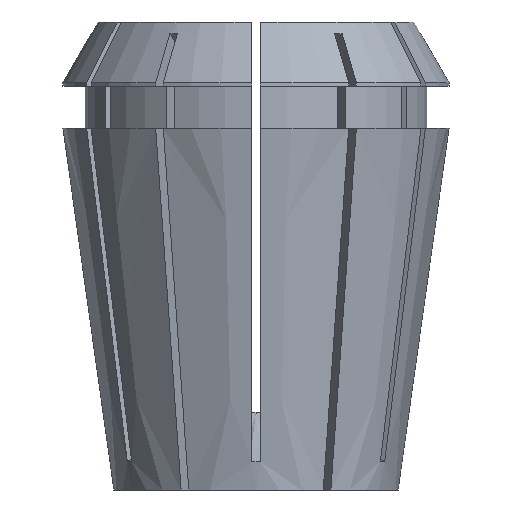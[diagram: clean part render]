
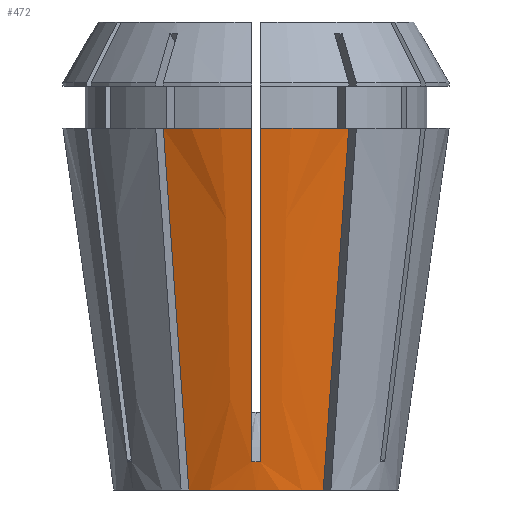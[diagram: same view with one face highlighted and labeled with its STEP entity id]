
A CAD part, left-side view. The second image highlights one B-rep face of the part: STEP entity #472.
In plain terms, the highlighted conical face has half-angle 8 degrees and reference radius 12.158 mm.
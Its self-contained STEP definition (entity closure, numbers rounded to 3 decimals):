
#29 = CARTESIAN_POINT ( 'NONE',  ( -16.496, 0.375, 30.9 ) ) ;
#64 = CARTESIAN_POINT ( 'NONE',  ( -12.49, -0.375, 2.404 ) ) ;
#97 = CARTESIAN_POINT ( 'NONE',  ( -13.718, 0.375, 11.137 ) ) ;
#113 = EDGE_CURVE ( 'NONE', #3723, #1150, #4554, .T. ) ;
#222 = DIRECTION ( 'NONE',  ( 0., 0., -1. ) ) ;
#360 = EDGE_CURVE ( 'NONE', #3636, #1150, #2633, .T. ) ;
#395 = CIRCLE ( 'NONE', #3333, 16.5 ) ;
#465 = CARTESIAN_POINT ( 'NONE',  ( -12.972, 7.057, 18.571 ) ) ;
#472 = ADVANCED_FACE ( 'NONE', ( #3369 ), #1881, .T. ) ;
#474 = ORIENTED_EDGE ( 'NONE', *, *, #690, .T. ) ;
#491 = CARTESIAN_POINT ( 'NONE',  ( -14.474, -7.923, 30.9 ) ) ;
#509 = CARTESIAN_POINT ( 'NONE',  ( -11.18, -6.022, 3.852 ) ) ;
#592 = CIRCLE ( 'NONE', #1796, 16.5 ) ;
#605 = EDGE_LOOP ( 'NONE', ( #4501, #1696, #2578, #3388, #1810, #474, #4523, #3771 ) ) ;
#690 = EDGE_CURVE ( 'NONE', #2593, #3470, #4378, .T. ) ;
#704 = CARTESIAN_POINT ( 'NONE',  ( 0., 0., 30.9 ) ) ;
#717 = EDGE_CURVE ( 'NONE', #4590, #3723, #2039, .T. ) ;
#817 = CARTESIAN_POINT ( 'NONE',  ( -12.554, 0.375, 2.863 ) ) ;
#849 = CARTESIAN_POINT ( 'NONE',  ( -14.07, -7.69, 27.587 ) ) ;
#865 = CARTESIAN_POINT ( 'NONE',  ( -11.024, -5.932, 2.568 ) ) ;
#880 = CARTESIAN_POINT ( 'NONE',  ( -12.972, -7.057, 18.571 ) ) ;
#971 = CARTESIAN_POINT ( 'NONE',  ( -12.497, -0.125, 2.399 ) ) ;
#992 = EDGE_CURVE ( 'NONE', #2608, #3470, #2831, .T. ) ;
#1150 = VERTEX_POINT ( 'NONE', #3229 ) ;
#1189 = CARTESIAN_POINT ( 'NONE',  ( -16.496, -0.375, 30.9 ) ) ;
#1191 = CARTESIAN_POINT ( 'NONE',  ( -12.619, 0.375, 3.323 ) ) ;
#1229 = CARTESIAN_POINT ( 'NONE',  ( -16.022, 0.375, 27.53 ) ) ;
#1262 = CARTESIAN_POINT ( 'NONE',  ( 0., 0., 30.9 ) ) ;
#1340 = DIRECTION ( 'NONE',  ( -1., 0., 0. ) ) ;
#1354 = CARTESIAN_POINT ( 'NONE',  ( 0., 0., 0. ) ) ;
#1580 = CARTESIAN_POINT ( 'NONE',  ( -15.785, -0.375, 25.844 ) ) ;
#1581 = CARTESIAN_POINT ( 'NONE',  ( -16.259, 0.375, 29.215 ) ) ;
#1599 = DIRECTION ( 'NONE',  ( 0., 0., -1. ) ) ;
#1623 = CARTESIAN_POINT ( 'NONE',  ( -14.07, 7.69, 27.587 ) ) ;
#1696 = ORIENTED_EDGE ( 'NONE', *, *, #360, .T. ) ;
#1716 = CARTESIAN_POINT ( 'NONE',  ( 0., 0., 0. ) ) ;
#1796 = AXIS2_PLACEMENT_3D ( 'NONE', #704, #3734, #3345 ) ;
#1810 = ORIENTED_EDGE ( 'NONE', *, *, #2619, .T. ) ;
#1881 = CONICAL_SURFACE ( 'NONE', #3069, 12.158, 0.14 ) ;
#1918 = CARTESIAN_POINT ( 'NONE',  ( -12.554, -0.375, 2.863 ) ) ;
#2039 = B_SPLINE_CURVE_WITH_KNOTS ( 'NONE', 3,
 ( #491, #3562, #849, #2763, #880, #3529, #509, #865, #3944, #3547 ),
 .UNSPECIFIED., .F., .F.,
 ( 4, 3, 3, 4 ),
 ( 0.064, 0.069, 0.091, 0.095 ),
 .UNSPECIFIED. ) ;
#2112 = DIRECTION ( 'NONE',  ( 1., 0., 0. ) ) ;
#2285 = CARTESIAN_POINT ( 'NONE',  ( -12.684, -0.375, 3.783 ) ) ;
#2314 = CARTESIAN_POINT ( 'NONE',  ( -15.785, 0.375, 25.844 ) ) ;
#2403 = DIRECTION ( 'NONE',  ( 0., 0., 1. ) ) ;
#2467 = CARTESIAN_POINT ( 'NONE',  ( -12.497, 0.125, 2.399 ) ) ;
#2479 = CARTESIAN_POINT ( 'NONE',  ( -10.711, -5.751, 0. ) ) ;
#2514 = B_SPLINE_CURVE_WITH_KNOTS ( 'NONE', 3,
 ( #29, #1581, #1229, #2314, #4285, #97, #2708, #1191, #817, #2746 ),
 .UNSPECIFIED., .F., .F.,
 ( 4, 3, 3, 4 ),
 ( 0.065, 0.07, 0.092, 0.094 ),
 .UNSPECIFIED. ) ;
#2578 = ORIENTED_EDGE ( 'NONE', *, *, #113, .F. ) ;
#2593 = VERTEX_POINT ( 'NONE', #3855 ) ;
#2608 = VERTEX_POINT ( 'NONE', #4854 ) ;
#2619 = EDGE_CURVE ( 'NONE', #4590, #2593, #592, .T. ) ;
#2633 = B_SPLINE_CURVE_WITH_KNOTS ( 'NONE', 3,
 ( #3148, #4262, #1623, #4239, #465, #4631, #3509, #3685, #4602, #4029 ),
 .UNSPECIFIED., .F., .F.,
 ( 4, 3, 3, 4 ),
 ( 0.064, 0.069, 0.091, 0.095 ),
 .UNSPECIFIED. ) ;
#2708 = CARTESIAN_POINT ( 'NONE',  ( -12.684, 0.375, 3.783 ) ) ;
#2746 = CARTESIAN_POINT ( 'NONE',  ( -12.49, 0.375, 2.404 ) ) ;
#2763 = CARTESIAN_POINT ( 'NONE',  ( -13.868, -7.574, 25.93 ) ) ;
#2831 = B_SPLINE_CURVE_WITH_KNOTS ( 'NONE', 3,
 ( #3280, #2467, #971, #4770 ),
 .UNSPECIFIED., .F., .F.,
 ( 4, 4 ),
 ( 0., 0.001 ),
 .UNSPECIFIED. ) ;
#2850 = CARTESIAN_POINT ( 'NONE',  ( -14.474, 7.923, 30.9 ) ) ;
#2876 = CARTESIAN_POINT ( 'NONE',  ( -14.474, -7.923, 30.9 ) ) ;
#3069 = AXIS2_PLACEMENT_3D ( 'NONE', #1716, #2403, #2112 ) ;
#3148 = CARTESIAN_POINT ( 'NONE',  ( -14.474, 7.923, 30.9 ) ) ;
#3229 = CARTESIAN_POINT ( 'NONE',  ( -10.711, 5.751, 0. ) ) ;
#3280 = CARTESIAN_POINT ( 'NONE',  ( -12.49, 0.375, 2.404 ) ) ;
#3333 = AXIS2_PLACEMENT_3D ( 'NONE', #1262, #1599, #4675 ) ;
#3345 = DIRECTION ( 'NONE',  ( -1., 0., 0. ) ) ;
#3369 = FACE_OUTER_BOUND ( 'NONE', #605, .T. ) ;
#3388 = ORIENTED_EDGE ( 'NONE', *, *, #717, .F. ) ;
#3435 = CARTESIAN_POINT ( 'NONE',  ( -16.259, -0.375, 29.215 ) ) ;
#3468 = EDGE_CURVE ( 'NONE', #3493, #2608, #2514, .T. ) ;
#3470 = VERTEX_POINT ( 'NONE', #3856 ) ;
#3493 = VERTEX_POINT ( 'NONE', #3504 ) ;
#3504 = CARTESIAN_POINT ( 'NONE',  ( -16.496, 0.375, 30.9 ) ) ;
#3509 = CARTESIAN_POINT ( 'NONE',  ( -11.18, 6.022, 3.852 ) ) ;
#3529 = CARTESIAN_POINT ( 'NONE',  ( -12.076, -6.539, 11.212 ) ) ;
#3547 = CARTESIAN_POINT ( 'NONE',  ( -10.711, -5.751, 0. ) ) ;
#3562 = CARTESIAN_POINT ( 'NONE',  ( -14.272, -7.807, 29.243 ) ) ;
#3636 = VERTEX_POINT ( 'NONE', #2850 ) ;
#3685 = CARTESIAN_POINT ( 'NONE',  ( -11.024, 5.932, 2.568 ) ) ;
#3723 = VERTEX_POINT ( 'NONE', #2479 ) ;
#3734 = DIRECTION ( 'NONE',  ( 0., 0., -1. ) ) ;
#3771 = ORIENTED_EDGE ( 'NONE', *, *, #3468, .F. ) ;
#3821 = CARTESIAN_POINT ( 'NONE',  ( -13.718, -0.375, 11.137 ) ) ;
#3855 = CARTESIAN_POINT ( 'NONE',  ( -16.496, -0.375, 30.9 ) ) ;
#3856 = CARTESIAN_POINT ( 'NONE',  ( -12.49, -0.375, 2.404 ) ) ;
#3873 = CARTESIAN_POINT ( 'NONE',  ( -16.022, -0.375, 27.53 ) ) ;
#3944 = CARTESIAN_POINT ( 'NONE',  ( -10.868, -5.841, 1.284 ) ) ;
#4029 = CARTESIAN_POINT ( 'NONE',  ( -10.711, 5.751, 0. ) ) ;
#4198 = CARTESIAN_POINT ( 'NONE',  ( -12.619, -0.375, 3.323 ) ) ;
#4239 = CARTESIAN_POINT ( 'NONE',  ( -13.868, 7.574, 25.93 ) ) ;
#4246 = CARTESIAN_POINT ( 'NONE',  ( -14.752, -0.375, 18.491 ) ) ;
#4262 = CARTESIAN_POINT ( 'NONE',  ( -14.272, 7.807, 29.243 ) ) ;
#4285 = CARTESIAN_POINT ( 'NONE',  ( -14.752, 0.375, 18.491 ) ) ;
#4301 = AXIS2_PLACEMENT_3D ( 'NONE', #1354, #222, #1340 ) ;
#4378 = B_SPLINE_CURVE_WITH_KNOTS ( 'NONE', 3,
 ( #1189, #3435, #3873, #1580, #4246, #3821, #2285, #4198, #1918, #64 ),
 .UNSPECIFIED., .F., .F.,
 ( 4, 3, 3, 4 ),
 ( 0.065, 0.07, 0.092, 0.094 ),
 .UNSPECIFIED. ) ;
#4501 = ORIENTED_EDGE ( 'NONE', *, *, #4867, .T. ) ;
#4523 = ORIENTED_EDGE ( 'NONE', *, *, #992, .F. ) ;
#4554 = CIRCLE ( 'NONE', #4301, 12.158 ) ;
#4590 = VERTEX_POINT ( 'NONE', #2876 ) ;
#4602 = CARTESIAN_POINT ( 'NONE',  ( -10.868, 5.841, 1.284 ) ) ;
#4631 = CARTESIAN_POINT ( 'NONE',  ( -12.076, 6.539, 11.212 ) ) ;
#4675 = DIRECTION ( 'NONE',  ( -1., 0., 0. ) ) ;
#4770 = CARTESIAN_POINT ( 'NONE',  ( -12.49, -0.375, 2.404 ) ) ;
#4854 = CARTESIAN_POINT ( 'NONE',  ( -12.49, 0.375, 2.404 ) ) ;
#4867 = EDGE_CURVE ( 'NONE', #3493, #3636, #395, .T. ) ;
